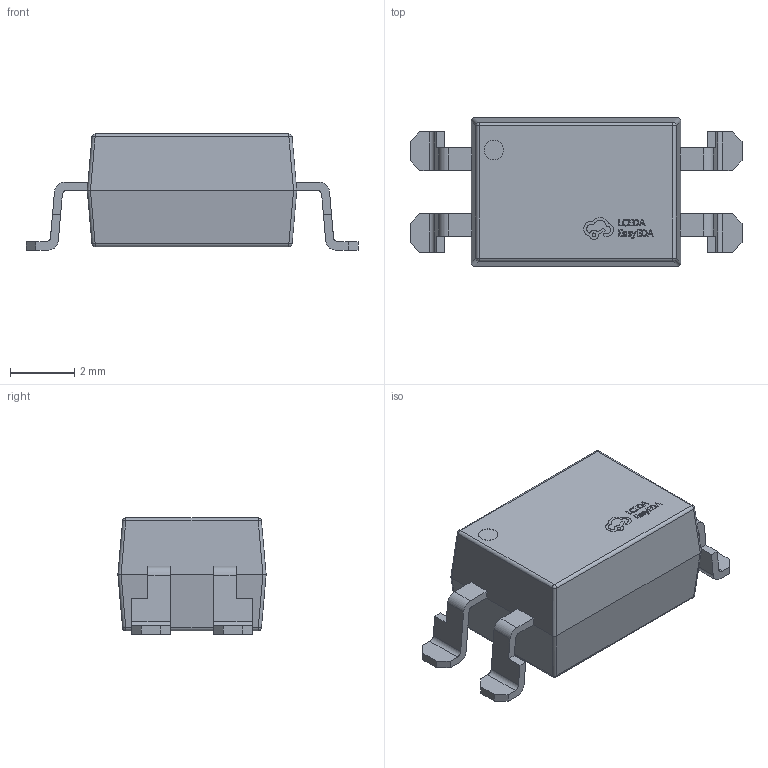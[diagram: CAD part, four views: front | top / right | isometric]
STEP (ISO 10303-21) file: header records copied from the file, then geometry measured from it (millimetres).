
FILE_DESCRIPTION (( 'STEP AP214' ), '1' );
FILE_NAME ('SOP-4_L6.5-W4.6-P2.54-LS10.3-TL.step', '2022-07-26T10:13:20', ( '' ), ( '' ), 'SwSTEP 2.0', 'SolidWorks 2020', '' );
FILE_SCHEMA (( 'AUTOMOTIVE_DESIGN' ));
Length unit declared in the file: millimetre
Products named in the file (1): SOP-4_L6.5-W4.6-P2.54-LS10.3-TL
Bounding box: 10.3 x 4.6 x 3.6 mm (x, y, z)
Volume: 102 mm3; surface area: 162.5 mm2
Topology: 18 solids, 18 shells, 399 faces, 1033 edges, 678 vertices
Faces by surface type: plane 245, bspline 112, cylinder 34, sphere 8
Entity records: 17843 total; most frequent: CARTESIAN_POINT 4227, ORIENTED_EDGE 2066, DIRECTION 1437, EDGE_CURVE 1033, VECTOR 741, LINE 741, VERTEX_POINT 678, UNCERTAINTY_MEASURE_WITH_UNIT 419
